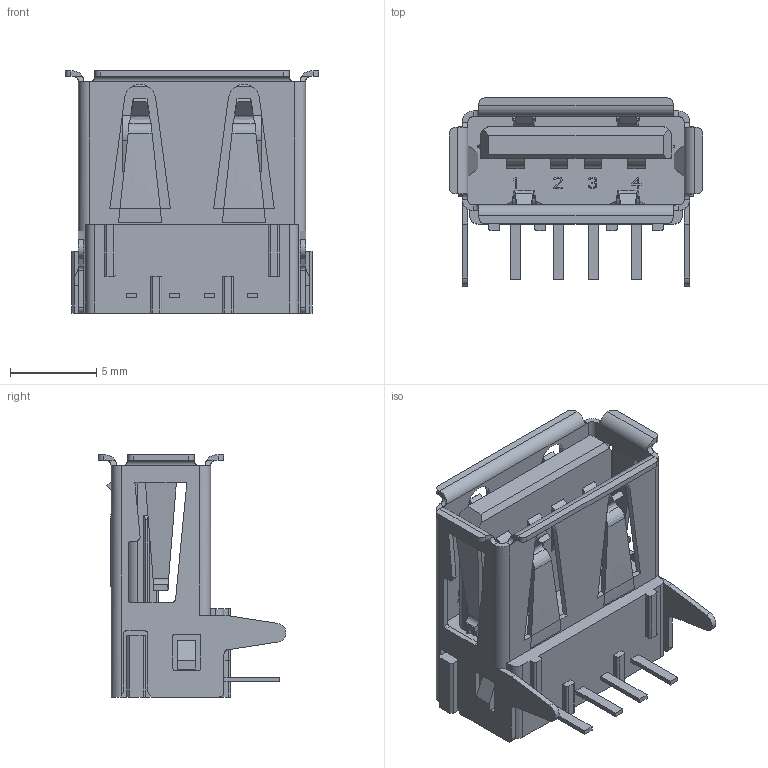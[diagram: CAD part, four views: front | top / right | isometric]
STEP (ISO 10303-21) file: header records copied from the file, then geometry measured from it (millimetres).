
FILE_DESCRIPTION((''),'2;1');
FILE_NAME('C-6364372-1','2019-02-27T01:28:35',('workeradm'),('TE Connectivity Ltd.'),'CREO PARAMETRIC BY PTC INC, 2018190','CREO PARAMETRIC BY PTC INC, 2018190','');
FILE_SCHEMA(('AUTOMOTIVE_DESIGN { 1 0 10303 214 1 1 1 1 }'));
Length unit declared in the file: millimetre
Products named in the file (1): C-6364372-1
Bounding box: 14.63 x 10.85 x 14 mm (x, y, z)
Volume: 705.3 mm3; surface area: 1301 mm2
Topology: 1 solids, 1 shells, 485 faces, 1290 edges, 825 vertices
Faces by surface type: plane 338, cylinder 87, bspline 60
Entity records: 16324 total; most frequent: CARTESIAN_POINT 4526, ORIENTED_EDGE 2580, DIRECTION 2171, EDGE_CURVE 1290, VECTOR 1013, LINE 1013, VERTEX_POINT 825, AXIS2_PLACEMENT_3D 579
